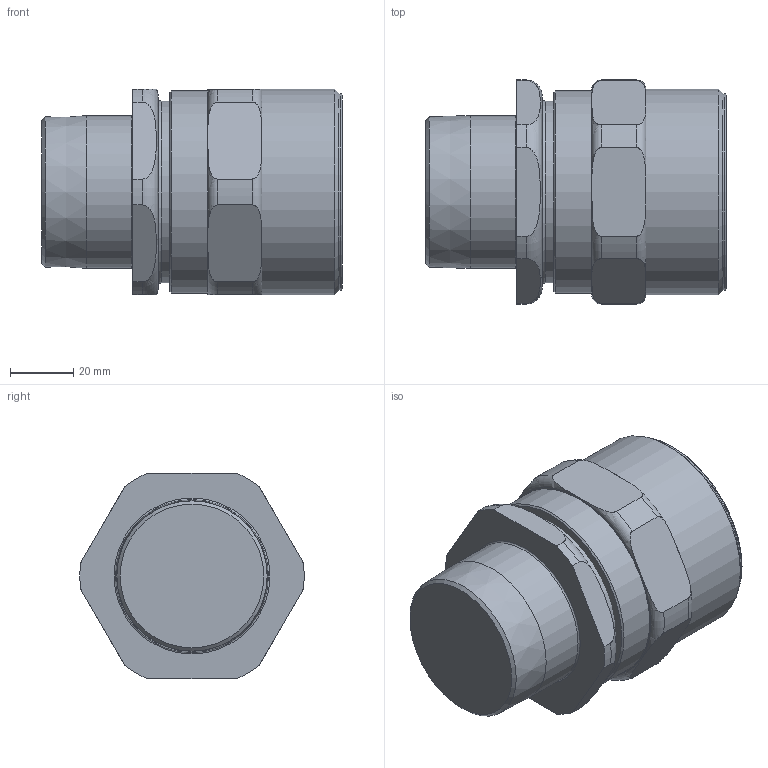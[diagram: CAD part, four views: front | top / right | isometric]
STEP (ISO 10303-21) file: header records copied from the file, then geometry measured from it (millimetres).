
FILE_DESCRIPTION(/* description */ (''),/* implementation_level */ '2;1');
FILE_NAME(/* name */ '150 RAC X D_1_1_2_NPT.stp',/* time_stamp */ '2021-04-25T13:27:12+06:00',/* author */ ('vinaykumark'),/* organization */ (''),/* preprocessor_version */ 'ST-DEVELOPER v18',/* originating_system */ 'Autodesk Inventor 2020',/* authorisation */ '');
FILE_SCHEMA (('AUTOMOTIVE_DESIGN { 1 0 10303 214 3 1 1 }'));
Length unit declared in the file: inch
Products named in the file (1): 150 RAC X D_1_1_2_NPT
Bounding box: 94.79 x 70.75 x 65 mm (x, y, z)
Volume: 402904.3 mm3; surface area: 59749.9 mm2
Topology: 6 solids, 6 shells, 149 faces, 443 edges, 308 vertices
Faces by surface type: cone 42, torus 41, cylinder 36, plane 26, sphere 4
Full cylindrical faces by diameter (mm): 1 x12, 44.5 x1, 48.26 x1, 53.25 x1, 56.5 x1, 57.2 x3, 57.45 x1, 60.325 x1, 62.08 x1, 63.95 x1, 64.88 x1
Entity records: 5836 total; most frequent: CARTESIAN_POINT 1375, DIRECTION 1040, ORIENTED_EDGE 870, AXIS2_PLACEMENT_3D 472, EDGE_CURVE 435, CIRCLE 322, VERTEX_POINT 304, EDGE_LOOP 155
